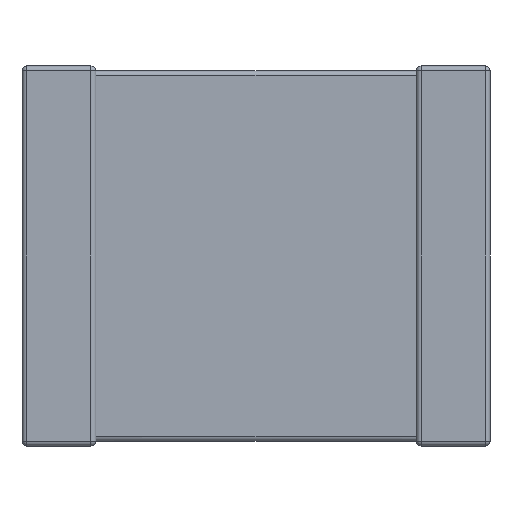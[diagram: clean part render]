
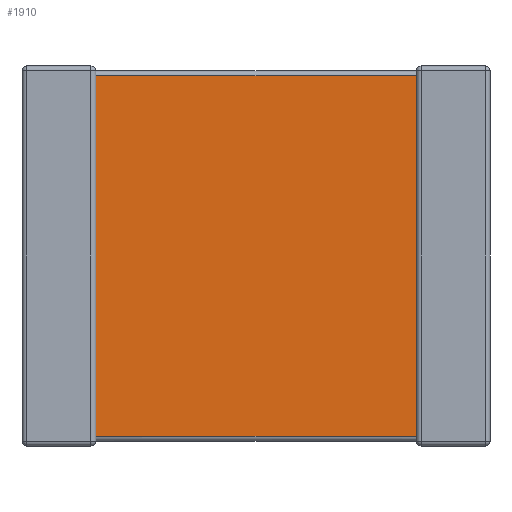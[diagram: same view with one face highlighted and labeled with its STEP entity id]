
A CAD part, front view. The second image highlights one B-rep face of the part: STEP entity #1910.
In plain terms, the highlighted planar face has unit normal (0, -1, 0).
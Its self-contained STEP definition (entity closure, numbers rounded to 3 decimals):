
#444 = DIRECTION ( 'NONE',  ( 1., 0., 0. ) ) ;
#830 = PLANE ( 'NONE',  #5964 ) ;
#965 = LINE ( 'NONE', #5370, #5362 ) ;
#1209 = VERTEX_POINT ( 'NONE', #2249 ) ;
#1457 = DIRECTION ( 'NONE',  ( 0., 0., 1. ) ) ;
#1910 = ADVANCED_FACE ( 'NONE', ( #3864 ), #830, .T. ) ;
#1920 = ORIENTED_EDGE ( 'NONE', *, *, #4979, .T. ) ;
#2249 = CARTESIAN_POINT ( 'NONE',  ( 5.6, 0.07, -5.26 ) ) ;
#2452 = EDGE_CURVE ( 'NONE', #4015, #4581, #5465, .T. ) ;
#2455 = VERTEX_POINT ( 'NONE', #6582 ) ;
#2468 = DIRECTION ( 'NONE',  ( 1., 0., 0. ) ) ;
#2588 = ORIENTED_EDGE ( 'NONE', *, *, #6975, .F. ) ;
#2683 = VECTOR ( 'NONE', #1457, 1000. ) ;
#2685 = VECTOR ( 'NONE', #5601, 1000. ) ;
#2771 = LINE ( 'NONE', #5427, #2685 ) ;
#3636 = CARTESIAN_POINT ( 'NONE',  ( 5.6, 0.07, -0.14 ) ) ;
#3698 = CARTESIAN_POINT ( 'NONE',  ( 5.6, 0.07, -5.4 ) ) ;
#3864 = FACE_OUTER_BOUND ( 'NONE', #4751, .T. ) ;
#4015 = VERTEX_POINT ( 'NONE', #3636 ) ;
#4095 = CARTESIAN_POINT ( 'NONE',  ( 1.05, 0.07, -5.4 ) ) ;
#4581 = VERTEX_POINT ( 'NONE', #4874 ) ;
#4691 = LINE ( 'NONE', #3698, #2683 ) ;
#4751 = EDGE_LOOP ( 'NONE', ( #2588, #5233, #1920, #5883 ) ) ;
#4874 = CARTESIAN_POINT ( 'NONE',  ( 1.05, 0.07, -0.14 ) ) ;
#4979 = EDGE_CURVE ( 'NONE', #1209, #4015, #4691, .T. ) ;
#5211 = DIRECTION ( 'NONE',  ( 0., -1., 0. ) ) ;
#5233 = ORIENTED_EDGE ( 'NONE', *, *, #6616, .T. ) ;
#5362 = VECTOR ( 'NONE', #444, 1000. ) ;
#5370 = CARTESIAN_POINT ( 'NONE',  ( 5.6, 0.07, -5.26 ) ) ;
#5427 = CARTESIAN_POINT ( 'NONE',  ( 1.05, 0.07, -5.4 ) ) ;
#5465 = LINE ( 'NONE', #6641, #6712 ) ;
#5601 = DIRECTION ( 'NONE',  ( 0., 0., 1. ) ) ;
#5883 = ORIENTED_EDGE ( 'NONE', *, *, #2452, .T. ) ;
#5964 = AXIS2_PLACEMENT_3D ( 'NONE', #4095, #5211, #2468 ) ;
#6103 = DIRECTION ( 'NONE',  ( -1., 0., 0. ) ) ;
#6582 = CARTESIAN_POINT ( 'NONE',  ( 1.05, 0.07, -5.26 ) ) ;
#6616 = EDGE_CURVE ( 'NONE', #2455, #1209, #965, .T. ) ;
#6641 = CARTESIAN_POINT ( 'NONE',  ( 1.05, 0.07, -0.14 ) ) ;
#6712 = VECTOR ( 'NONE', #6103, 1000. ) ;
#6975 = EDGE_CURVE ( 'NONE', #2455, #4581, #2771, .T. ) ;
